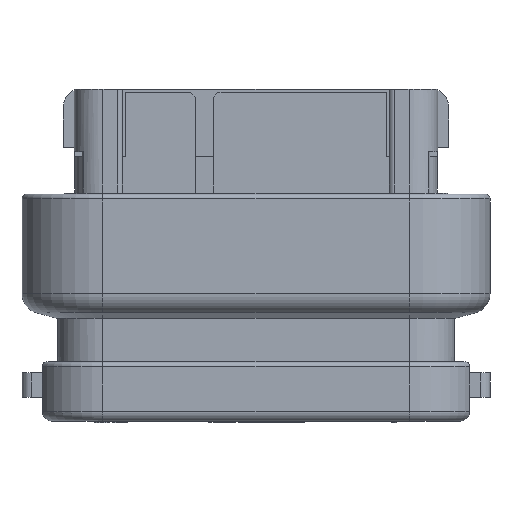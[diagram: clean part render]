
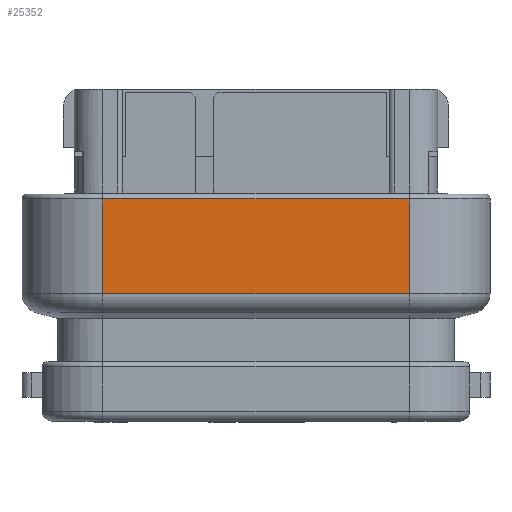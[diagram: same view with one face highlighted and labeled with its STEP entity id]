
A CAD part, front view. The second image highlights one B-rep face of the part: STEP entity #25352.
In plain terms, the highlighted planar face has unit normal (0, -1, 0).
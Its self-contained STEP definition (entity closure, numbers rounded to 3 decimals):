
#7074=DIRECTION('',(0.,0.,1.));
#7075=VECTOR('',#7074,9.601);
#7076=CARTESIAN_POINT('',(15.5,-13.8,-10.101));
#7077=LINE('',#7076,#7075);
#7078=DIRECTION('',(-1.,0.,0.));
#7079=VECTOR('',#7078,31.);
#7080=CARTESIAN_POINT('',(15.5,-13.8,-10.101));
#7081=LINE('',#7080,#7079);
#7082=DIRECTION('',(0.,0.,1.));
#7083=VECTOR('',#7082,9.601);
#7084=CARTESIAN_POINT('',(-15.5,-13.8,-10.101));
#7085=LINE('',#7084,#7083);
#7142=DIRECTION('',(-1.,0.,0.));
#7143=VECTOR('',#7142,31.);
#7144=CARTESIAN_POINT('',(15.5,-13.8,-0.5));
#7145=LINE('',#7144,#7143);
#12792=CARTESIAN_POINT('',(15.5,-13.8,-10.101));
#12794=VERTEX_POINT('',#12792);
#12795=CARTESIAN_POINT('',(15.5,-13.8,-0.5));
#12796=VERTEX_POINT('',#12795);
#12808=CARTESIAN_POINT('',(-15.5,-13.8,-10.101));
#12810=VERTEX_POINT('',#12808);
#12811=CARTESIAN_POINT('',(-15.5,-13.8,-0.5));
#12812=VERTEX_POINT('',#12811);
#25339=CARTESIAN_POINT('',(15.5,-13.8,-10.101));
#25340=DIRECTION('',(0.,-1.,0.));
#25341=DIRECTION('',(0.,0.,1.));
#25342=AXIS2_PLACEMENT_3D('',#25339,#25340,#25341);
#25343=PLANE('',#25342);
#25344=ORIENTED_EDGE('',*,*,#25333,.F.);
#25345=ORIENTED_EDGE('',*,*,#25087,.T.);
#25347=ORIENTED_EDGE('',*,*,#25346,.T.);
#25349=ORIENTED_EDGE('',*,*,#25348,.F.);
#25350=EDGE_LOOP('',(#25344,#25345,#25347,#25349));
#25351=FACE_OUTER_BOUND('',#25350,.F.);
#25087=EDGE_CURVE('',#12794,#12810,#7081,.T.);
#25333=EDGE_CURVE('',#12794,#12796,#7077,.T.);
#25346=EDGE_CURVE('',#12810,#12812,#7085,.T.);
#25348=EDGE_CURVE('',#12796,#12812,#7145,.T.);
#25352=ADVANCED_FACE('',(#25351),#25343,.T.);
